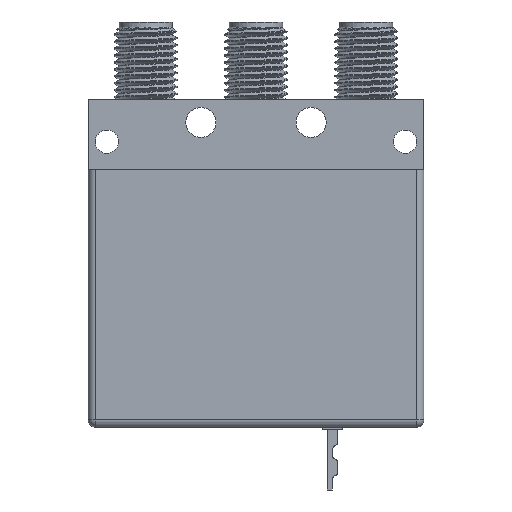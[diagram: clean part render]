
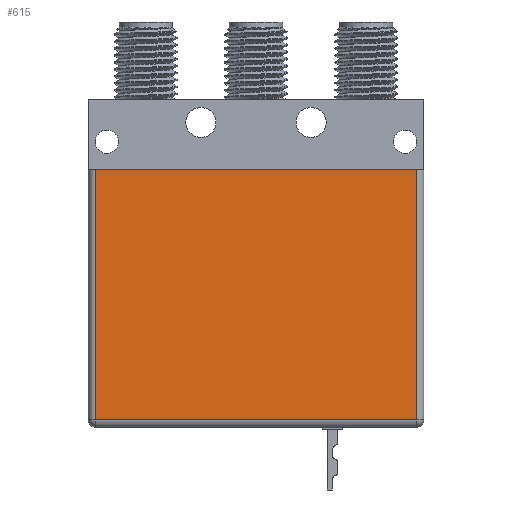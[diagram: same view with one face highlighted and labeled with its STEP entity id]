
A CAD part, front view. The second image highlights one B-rep face of the part: STEP entity #615.
In plain terms, the highlighted planar face has unit normal (0, -1, 0).
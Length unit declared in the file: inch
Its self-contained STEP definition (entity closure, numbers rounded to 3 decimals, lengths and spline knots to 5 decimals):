
#177 = CARTESIAN_POINT ( 'NONE',  ( 0., -0.26, 0. ) ) ;
#442 = CARTESIAN_POINT ( 'NONE',  ( -0.64, -0.26, -0.625 ) ) ;
#615 = ADVANCED_FACE ( 'NONE', ( #10865 ), #17427, .T. ) ;
#1163 = LINE ( 'NONE', #12659, #7921 ) ;
#3606 = VECTOR ( 'NONE', #17879, 39.37008 ) ;
#3724 = ORIENTED_EDGE ( 'NONE', *, *, #12733, .T. ) ;
#4025 = DIRECTION ( 'NONE',  ( 0., 0., -1. ) ) ;
#4472 = EDGE_CURVE ( 'NONE', #21324, #20082, #20747, .T. ) ;
#5238 = CARTESIAN_POINT ( 'NONE',  ( 0.64, -0.26, 0.375 ) ) ;
#5352 = VECTOR ( 'NONE', #14668, 39.37008 ) ;
#5858 = EDGE_CURVE ( 'NONE', #15015, #10841, #1163, .T. ) ;
#5912 = EDGE_CURVE ( 'NONE', #20082, #15015, #10967, .T. ) ;
#6631 = ORIENTED_EDGE ( 'NONE', *, *, #5912, .T. ) ;
#7535 = CARTESIAN_POINT ( 'NONE',  ( 0., -0.26, 0.375 ) ) ;
#7921 = VECTOR ( 'NONE', #10854, 39.37008 ) ;
#10214 = CARTESIAN_POINT ( 'NONE',  ( 0.64, -0.26, -0.625 ) ) ;
#10841 = VERTEX_POINT ( 'NONE', #442 ) ;
#10854 = DIRECTION ( 'NONE',  ( 0., 0., -1. ) ) ;
#10865 = FACE_OUTER_BOUND ( 'NONE', #18002, .T. ) ;
#10967 = LINE ( 'NONE', #7535, #13017 ) ;
#12659 = CARTESIAN_POINT ( 'NONE',  ( -0.64, -0.26, -0.655 ) ) ;
#12733 = EDGE_CURVE ( 'NONE', #10841, #21324, #22860, .T. ) ;
#13017 = VECTOR ( 'NONE', #18666, 39.37008 ) ;
#14668 = DIRECTION ( 'NONE',  ( 0., 0., 1. ) ) ;
#15015 = VERTEX_POINT ( 'NONE', #15413 ) ;
#15078 = ORIENTED_EDGE ( 'NONE', *, *, #5858, .T. ) ;
#15413 = CARTESIAN_POINT ( 'NONE',  ( -0.64, -0.26, 0.375 ) ) ;
#17368 = CARTESIAN_POINT ( 'NONE',  ( 0.64, -0.26, 0.375 ) ) ;
#17427 = PLANE ( 'NONE',  #22218 ) ;
#17879 = DIRECTION ( 'NONE',  ( 1., 0., 0. ) ) ;
#18002 = EDGE_LOOP ( 'NONE', ( #19079, #6631, #15078, #3724 ) ) ;
#18666 = DIRECTION ( 'NONE',  ( -1., 0., 0. ) ) ;
#19079 = ORIENTED_EDGE ( 'NONE', *, *, #4472, .T. ) ;
#20082 = VERTEX_POINT ( 'NONE', #17368 ) ;
#20747 = LINE ( 'NONE', #5238, #5352 ) ;
#21221 = DIRECTION ( 'NONE',  ( 0., -1., 0. ) ) ;
#21324 = VERTEX_POINT ( 'NONE', #24215 ) ;
#22218 = AXIS2_PLACEMENT_3D ( 'NONE', #177, #21221, #4025 ) ;
#22860 = LINE ( 'NONE', #10214, #3606 ) ;
#24215 = CARTESIAN_POINT ( 'NONE',  ( 0.64, -0.26, -0.625 ) ) ;
